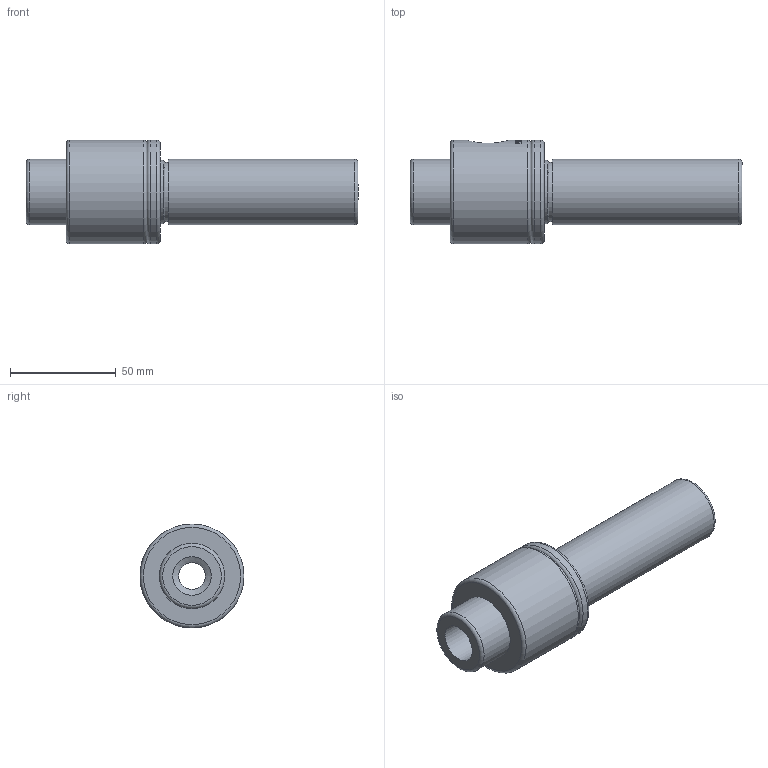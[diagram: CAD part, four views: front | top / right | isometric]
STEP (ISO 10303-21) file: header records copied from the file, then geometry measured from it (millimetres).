
FILE_DESCRIPTION((''),'2;1');
FILE_NAME('840030.stp','2009-07-02T16:15:57',('David Woerner'),(''),'Autodesk Inventor 2010','Autodesk Inventor 2010','');
FILE_SCHEMA(('AUTOMOTIVE_DESIGN { 1 0 10303 214 1 1 1 1 }'));
Length unit declared in the file: inch
Products named in the file (5): 840030 (LevelofDetail1); 900882; 900881; 900883; 900900
Assembly tree (4 placements, depth 2):
  840030 (LevelofDetail1)
    900882
    900881
    900883
    900900
Bounding box: 157.15 x 49.21 x 49.21 mm (x, y, z)
Volume: 130785.1 mm3; surface area: 40210.4 mm2
Topology: 4 solids, 4 shells, 183 faces, 461 edges, 299 vertices
Faces by surface type: plane 76, bspline 55, cylinder 29, cone 17, torus 6
Full cylindrical faces by diameter (mm): 12.7 x2, 18.256 x1, 20.828 x1, 24.384 x1, 26.67 x1, 27.94 x2, 28.448 x1, 28.702 x3, 30.163 x2, 30.956 x2, 49.213 x2
Entity records: 18492 total; most frequent: CARTESIAN_POINT 14577, ORIENTED_EDGE 824, DIRECTION 603, EDGE_CURVE 412, VERTEX_POINT 293, EDGE_LOOP 249, AXIS2_PLACEMENT_3D 230, FACE_OUTER_BOUND 183
